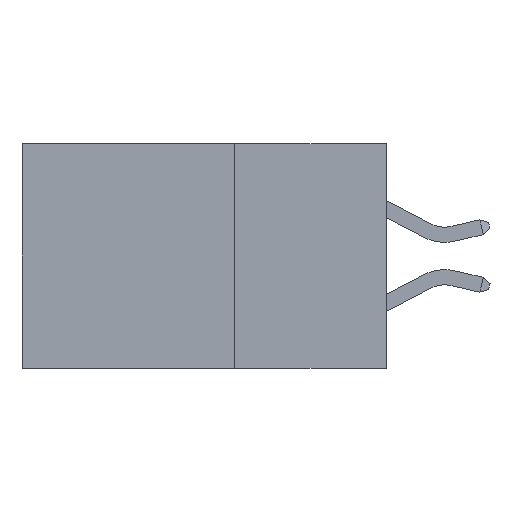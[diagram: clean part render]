
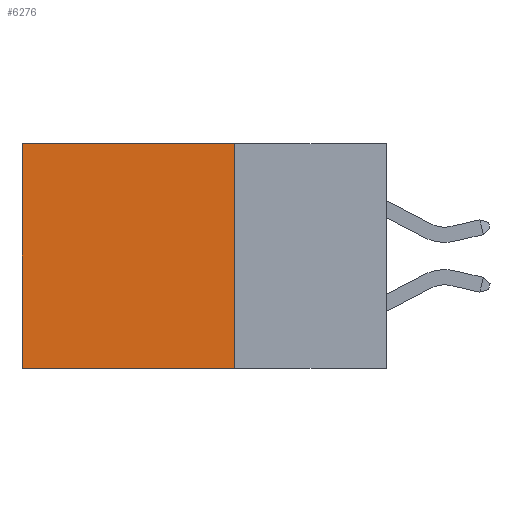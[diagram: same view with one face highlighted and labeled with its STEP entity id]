
A CAD part, left-side view. The second image highlights one B-rep face of the part: STEP entity #6276.
In plain terms, the highlighted planar face has unit normal (-1, 0, 0).
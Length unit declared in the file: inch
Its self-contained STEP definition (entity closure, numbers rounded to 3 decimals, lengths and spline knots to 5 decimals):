
#1 = EDGE_CURVE ( 'NONE', #3228, #17028, #1016, .T. ) ;
#226 = CARTESIAN_POINT ( 'NONE',  ( 0.298, 0.6, 0. ) ) ;
#927 = LINE ( 'NONE', #26742, #26644 ) ;
#1016 = LINE ( 'NONE', #15657, #26730 ) ;
#1140 = VERTEX_POINT ( 'NONE', #24587 ) ;
#1184 = EDGE_CURVE ( 'NONE', #1140, #29590, #29845, .T. ) ;
#1866 = ORIENTED_EDGE ( 'NONE', *, *, #20133, .T. ) ;
#2646 = VECTOR ( 'NONE', #7260, 39.37008 ) ;
#3228 = VERTEX_POINT ( 'NONE', #21953 ) ;
#4309 = ORIENTED_EDGE ( 'NONE', *, *, #1184, .F. ) ;
#5457 = VECTOR ( 'NONE', #31624, 39.37008 ) ;
#5928 = CARTESIAN_POINT ( 'NONE',  ( 0.298, 0.25, -0.37 ) ) ;
#6276 = ADVANCED_FACE ( 'NONE', ( #10544 ), #14758, .F. ) ;
#7260 = DIRECTION ( 'NONE',  ( 0., 1., 0. ) ) ;
#8623 = EDGE_LOOP ( 'NONE', ( #1866, #4309, #21262, #10288 ) ) ;
#9380 = DIRECTION ( 'NONE',  ( 0., 0., -1. ) ) ;
#10288 = ORIENTED_EDGE ( 'NONE', *, *, #1, .T. ) ;
#10544 = FACE_OUTER_BOUND ( 'NONE', #8623, .T. ) ;
#11310 = AXIS2_PLACEMENT_3D ( 'NONE', #12592, #14646, #23832 ) ;
#11967 = DIRECTION ( 'NONE',  ( 0., 1., 0. ) ) ;
#12592 = CARTESIAN_POINT ( 'NONE',  ( 0.298, 0.25, 0. ) ) ;
#14646 = DIRECTION ( 'NONE',  ( 1., 0., 0. ) ) ;
#14758 = PLANE ( 'NONE',  #11310 ) ;
#15657 = CARTESIAN_POINT ( 'NONE',  ( 0.298, 0.25, 0. ) ) ;
#17028 = VERTEX_POINT ( 'NONE', #226 ) ;
#20133 = EDGE_CURVE ( 'NONE', #17028, #29590, #927, .T. ) ;
#21262 = ORIENTED_EDGE ( 'NONE', *, *, #27540, .F. ) ;
#21953 = CARTESIAN_POINT ( 'NONE',  ( 0.298, 0.25, 0. ) ) ;
#23832 = DIRECTION ( 'NONE',  ( 0., 0., -1. ) ) ;
#24587 = CARTESIAN_POINT ( 'NONE',  ( 0.298, 0.25, -0.37 ) ) ;
#25245 = LINE ( 'NONE', #29198, #5457 ) ;
#26644 = VECTOR ( 'NONE', #9380, 39.37008 ) ;
#26730 = VECTOR ( 'NONE', #11967, 39.37008 ) ;
#26742 = CARTESIAN_POINT ( 'NONE',  ( 0.298, 0.6, 0. ) ) ;
#27540 = EDGE_CURVE ( 'NONE', #3228, #1140, #25245, .T. ) ;
#29198 = CARTESIAN_POINT ( 'NONE',  ( 0.298, 0.25, 0. ) ) ;
#29418 = CARTESIAN_POINT ( 'NONE',  ( 0.298, 0.6, -0.37 ) ) ;
#29590 = VERTEX_POINT ( 'NONE', #29418 ) ;
#29845 = LINE ( 'NONE', #5928, #2646 ) ;
#31624 = DIRECTION ( 'NONE',  ( 0., 0., -1. ) ) ;
